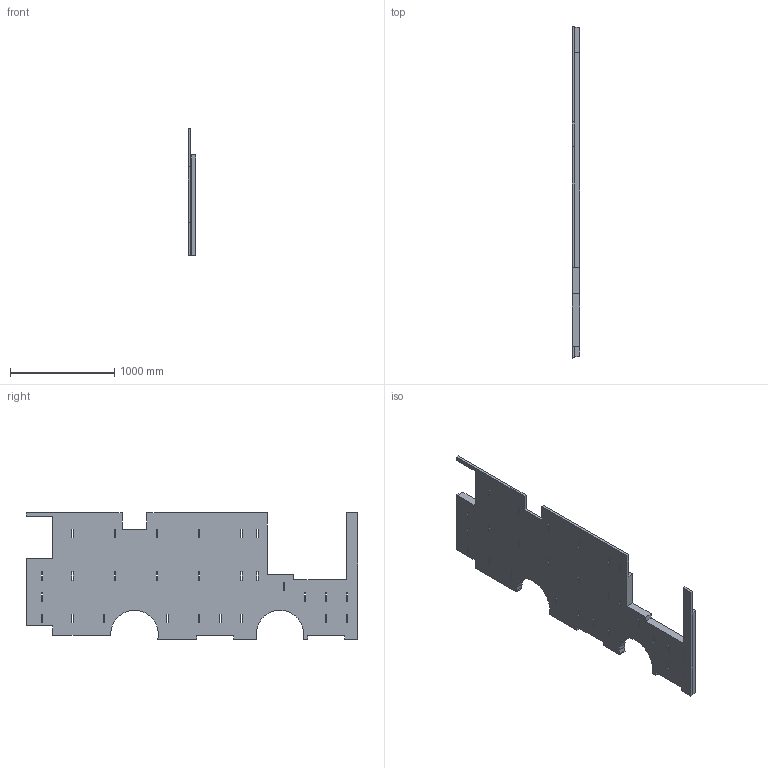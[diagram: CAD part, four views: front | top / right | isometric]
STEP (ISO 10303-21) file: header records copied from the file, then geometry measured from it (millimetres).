
FILE_DESCRIPTION(('Open CASCADE Model'),'2;1');
FILE_NAME('Open CASCADE Shape Model','2024-09-24T14:01:35',('Author'),( 'Open CASCADE'),'Open CASCADE STEP processor 7.3','Open CASCADE 7.3' ,'Unknown');
FILE_SCHEMA(('AUTOMOTIVE_DESIGN { 1 0 10303 214 1 1 1 1 }'));
Length unit declared in the file: millimetre
Products named in the file (4): product-b196badd-58b4-4bb5-8476-c71cc6d38a85-body 1; product-b196badd-58b4-4bb5-8476-c71cc6d38a85-body 1.1; product-b196badd-58b4-4bb5-8476-c71cc6d38a85-body 1.1.1; product-b196badd-58b4-4bb5-8476-c71cc6d38a85-body 1.1.1.1
Assembly tree (3 placements, depth 4):
  product-b196badd-58b4-4bb5-8476-c71cc6d38a85-body 1
    product-b196badd-58b4-4bb5-8476-c71cc6d38a85-body 1.1
      product-b196badd-58b4-4bb5-8476-c71cc6d38a85-body 1.1.1
        product-b196badd-58b4-4bb5-8476-c71cc6d38a85-body 1.1.1.1
Bounding box: 76.2 x 3187.7 x 1219.2 mm (x, y, z)
Volume: 197171180.4 mm3; surface area: 7019096.8 mm2
Topology: 1 solids, 1 shells, 199 faces, 590 edges, 393 vertices
Faces by surface type: plane 199
Entity records: 14358 total; most frequent: CARTESIAN_POINT 2366, DIRECTION 2176, LINE 1770, VECTOR 1770, ORIENTED_EDGE 1180, PCURVE 1180, DEFINITIONAL_REPRESENTATION 1180, EDGE_CURVE 590
